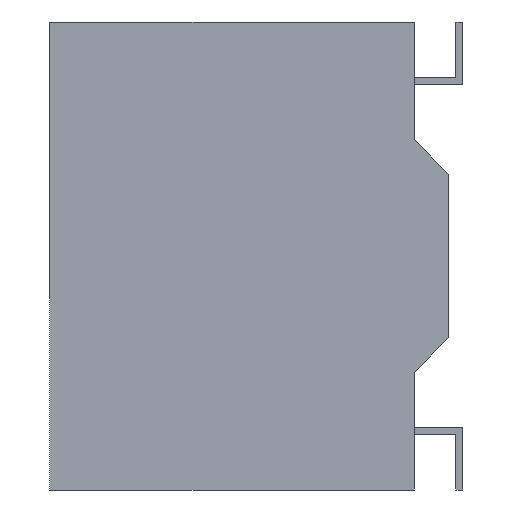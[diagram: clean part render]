
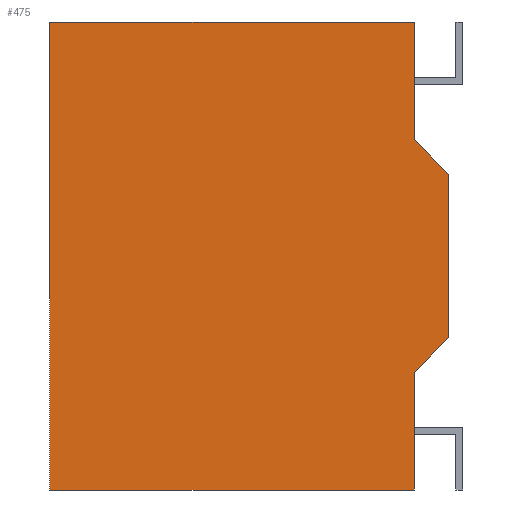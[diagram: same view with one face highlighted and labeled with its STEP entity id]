
A CAD part, left-side view. The second image highlights one B-rep face of the part: STEP entity #475.
In plain terms, the highlighted planar face has unit normal (-1, 0, 0).
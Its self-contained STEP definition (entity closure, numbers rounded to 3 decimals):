
#182 = PLANE ( 'NONE',  #1161 ) ;
#286 = CARTESIAN_POINT ( 'NONE',  ( 0., 5.3, 0. ) ) ;
#312 = EDGE_LOOP ( 'NONE', ( #3727, #1932, #949, #3002, #1554, #4624, #331, #1712 ) ) ;
#331 = ORIENTED_EDGE ( 'NONE', *, *, #1513, .F. ) ;
#475 = ADVANCED_FACE ( 'NONE', ( #3656 ), #182, .F. ) ;
#509 = EDGE_CURVE ( 'NONE', #1699, #1742, #2254, .T. ) ;
#548 = EDGE_CURVE ( 'NONE', #3907, #4421, #4279, .T. ) ;
#591 = CARTESIAN_POINT ( 'NONE',  ( 0., 5.3, 0. ) ) ;
#635 = CARTESIAN_POINT ( 'NONE',  ( 0., -0.5, -2.212 ) ) ;
#659 = DIRECTION ( 'NONE',  ( 0., 0., 1. ) ) ;
#786 = CARTESIAN_POINT ( 'NONE',  ( 0., 0., -5.088 ) ) ;
#949 = ORIENTED_EDGE ( 'NONE', *, *, #2976, .T. ) ;
#961 = VECTOR ( 'NONE', #3916, 1000. ) ;
#984 = CARTESIAN_POINT ( 'NONE',  ( 0., 5.3, 0. ) ) ;
#1067 = VECTOR ( 'NONE', #4672, 1000. ) ;
#1137 = CARTESIAN_POINT ( 'NONE',  ( 0., 0., 0. ) ) ;
#1161 = AXIS2_PLACEMENT_3D ( 'NONE', #286, #3557, #1717 ) ;
#1259 = DIRECTION ( 'NONE',  ( 0., 0., 1. ) ) ;
#1401 = VECTOR ( 'NONE', #1259, 1000. ) ;
#1441 = VERTEX_POINT ( 'NONE', #3857 ) ;
#1449 = LINE ( 'NONE', #3749, #1838 ) ;
#1513 = EDGE_CURVE ( 'NONE', #3947, #3907, #2127, .T. ) ;
#1528 = VECTOR ( 'NONE', #3147, 1000. ) ;
#1554 = ORIENTED_EDGE ( 'NONE', *, *, #4693, .T. ) ;
#1620 = DIRECTION ( 'NONE',  ( 0., 0.707, 0.707 ) ) ;
#1699 = VERTEX_POINT ( 'NONE', #786 ) ;
#1712 = ORIENTED_EDGE ( 'NONE', *, *, #1835, .T. ) ;
#1717 = DIRECTION ( 'NONE',  ( 0., 0., -1. ) ) ;
#1718 = CARTESIAN_POINT ( 'NONE',  ( 0., 5.3, -6.8 ) ) ;
#1742 = VERTEX_POINT ( 'NONE', #2750 ) ;
#1835 = EDGE_CURVE ( 'NONE', #3947, #4469, #2478, .T. ) ;
#1838 = VECTOR ( 'NONE', #1620, 1000. ) ;
#1932 = ORIENTED_EDGE ( 'NONE', *, *, #509, .T. ) ;
#2127 = LINE ( 'NONE', #591, #3861 ) ;
#2254 = LINE ( 'NONE', #4595, #4625 ) ;
#2355 = CARTESIAN_POINT ( 'NONE',  ( 0., 0., 0. ) ) ;
#2377 = CARTESIAN_POINT ( 'NONE',  ( 0., 0., -6.8 ) ) ;
#2478 = LINE ( 'NONE', #4200, #1528 ) ;
#2750 = CARTESIAN_POINT ( 'NONE',  ( 0., -0.5, -4.588 ) ) ;
#2866 = LINE ( 'NONE', #1137, #1067 ) ;
#2976 = EDGE_CURVE ( 'NONE', #1742, #4564, #3246, .T. ) ;
#3002 = ORIENTED_EDGE ( 'NONE', *, *, #4326, .T. ) ;
#3037 = CARTESIAN_POINT ( 'NONE',  ( 0., -0.5, -4.588 ) ) ;
#3101 = CARTESIAN_POINT ( 'NONE',  ( 0., 0., 0. ) ) ;
#3147 = DIRECTION ( 'NONE',  ( 0., -1., 0. ) ) ;
#3155 = DIRECTION ( 'NONE',  ( 0., -0.707, 0.707 ) ) ;
#3202 = CARTESIAN_POINT ( 'NONE',  ( 0., 5.3, 0. ) ) ;
#3246 = LINE ( 'NONE', #3037, #1401 ) ;
#3557 = DIRECTION ( 'NONE',  ( 1., 0., 0. ) ) ;
#3599 = EDGE_CURVE ( 'NONE', #4469, #1699, #4694, .T. ) ;
#3656 = FACE_OUTER_BOUND ( 'NONE', #312, .T. ) ;
#3663 = VECTOR ( 'NONE', #3790, 1000. ) ;
#3727 = ORIENTED_EDGE ( 'NONE', *, *, #3599, .T. ) ;
#3749 = CARTESIAN_POINT ( 'NONE',  ( 0., -0.5, -2.212 ) ) ;
#3790 = DIRECTION ( 'NONE',  ( 0., 0., 1. ) ) ;
#3857 = CARTESIAN_POINT ( 'NONE',  ( 0., 0., -1.712 ) ) ;
#3861 = VECTOR ( 'NONE', #659, 1000. ) ;
#3907 = VERTEX_POINT ( 'NONE', #984 ) ;
#3916 = DIRECTION ( 'NONE',  ( 0., -1., 0. ) ) ;
#3947 = VERTEX_POINT ( 'NONE', #1718 ) ;
#4200 = CARTESIAN_POINT ( 'NONE',  ( 0., 5.3, -6.8 ) ) ;
#4279 = LINE ( 'NONE', #3202, #961 ) ;
#4326 = EDGE_CURVE ( 'NONE', #4564, #1441, #1449, .T. ) ;
#4421 = VERTEX_POINT ( 'NONE', #3101 ) ;
#4469 = VERTEX_POINT ( 'NONE', #2377 ) ;
#4564 = VERTEX_POINT ( 'NONE', #635 ) ;
#4595 = CARTESIAN_POINT ( 'NONE',  ( 0., 0., -5.088 ) ) ;
#4624 = ORIENTED_EDGE ( 'NONE', *, *, #548, .F. ) ;
#4625 = VECTOR ( 'NONE', #3155, 1000. ) ;
#4672 = DIRECTION ( 'NONE',  ( 0., 0., 1. ) ) ;
#4693 = EDGE_CURVE ( 'NONE', #1441, #4421, #2866, .T. ) ;
#4694 = LINE ( 'NONE', #2355, #3663 ) ;
